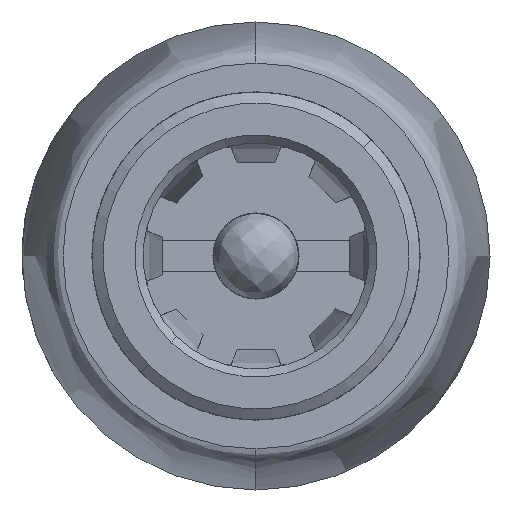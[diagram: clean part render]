
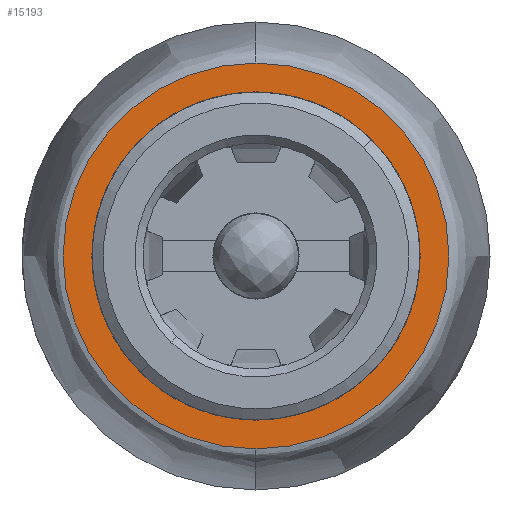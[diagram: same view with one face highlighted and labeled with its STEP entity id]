
A CAD part, left-side view. The second image highlights one B-rep face of the part: STEP entity #15193.
In plain terms, the highlighted face is planar.
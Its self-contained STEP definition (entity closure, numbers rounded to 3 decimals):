
#485 = EDGE_LOOP ( 'NONE', ( #17861, #8173 ) ) ;
#632 = DIRECTION ( 'NONE',  ( 1., 0., 0. ) ) ;
#1365 = DIRECTION ( 'NONE',  ( 0., 0., 1. ) ) ;
#1603 = DIRECTION ( 'NONE',  ( 0., 0., 1. ) ) ;
#2188 = DIRECTION ( 'NONE',  ( 0., 0., -1. ) ) ;
#2463 = CIRCLE ( 'NONE', #15291, 4.7 ) ;
#2705 = EDGE_CURVE ( 'NONE', #16338, #8661, #19185, .T. ) ;
#2755 = FACE_OUTER_BOUND ( 'NONE', #10566, .T. ) ;
#2991 = FACE_BOUND ( 'NONE', #485, .T. ) ;
#3095 = PLANE ( 'NONE',  #3582 ) ;
#3582 = AXIS2_PLACEMENT_3D ( 'NONE', #9048, #9193, #1603 ) ;
#3743 = DIRECTION ( 'NONE',  ( 1., 0., 0. ) ) ;
#4689 = DIRECTION ( 'NONE',  ( -1., 0., 0. ) ) ;
#4791 = AXIS2_PLACEMENT_3D ( 'NONE', #6694, #3743, #2188 ) ;
#5726 = CARTESIAN_POINT ( 'NONE',  ( 10., 0., -4. ) ) ;
#6212 = AXIS2_PLACEMENT_3D ( 'NONE', #8959, #7552, #7490 ) ;
#6694 = CARTESIAN_POINT ( 'NONE',  ( 10., 0., 0. ) ) ;
#6701 = VERTEX_POINT ( 'NONE', #11813 ) ;
#6874 = CARTESIAN_POINT ( 'NONE',  ( 10., 0., 0. ) ) ;
#7490 = DIRECTION ( 'NONE',  ( 0., 0., 1. ) ) ;
#7552 = DIRECTION ( 'NONE',  ( -1., 0., 0. ) ) ;
#8173 = ORIENTED_EDGE ( 'NONE', *, *, #8968, .F. ) ;
#8661 = VERTEX_POINT ( 'NONE', #19331 ) ;
#8959 = CARTESIAN_POINT ( 'NONE',  ( 10., 0., 0. ) ) ;
#8968 = EDGE_CURVE ( 'NONE', #6701, #15085, #19722, .T. ) ;
#9048 = CARTESIAN_POINT ( 'NONE',  ( 10., 0., 0. ) ) ;
#9193 = DIRECTION ( 'NONE',  ( -1., 0., 0. ) ) ;
#9564 = CARTESIAN_POINT ( 'NONE',  ( 10., -4.7, 0. ) ) ;
#10566 = EDGE_LOOP ( 'NONE', ( #11458, #10852 ) ) ;
#10852 = ORIENTED_EDGE ( 'NONE', *, *, #2705, .F. ) ;
#11161 = DIRECTION ( 'NONE',  ( 0., 0., -1. ) ) ;
#11205 = EDGE_CURVE ( 'NONE', #8661, #16338, #2463, .T. ) ;
#11458 = ORIENTED_EDGE ( 'NONE', *, *, #11205, .F. ) ;
#11813 = CARTESIAN_POINT ( 'NONE',  ( 10., 0., 4. ) ) ;
#12175 = CARTESIAN_POINT ( 'NONE',  ( 10., 0., 0. ) ) ;
#12335 = CIRCLE ( 'NONE', #17255, 4. ) ;
#13571 = EDGE_CURVE ( 'NONE', #15085, #6701, #12335, .T. ) ;
#15085 = VERTEX_POINT ( 'NONE', #5726 ) ;
#15193 = ADVANCED_FACE ( 'NONE', ( #2991, #2755 ), #3095, .F. ) ;
#15291 = AXIS2_PLACEMENT_3D ( 'NONE', #12175, #4689, #1365 ) ;
#16338 = VERTEX_POINT ( 'NONE', #9564 ) ;
#17255 = AXIS2_PLACEMENT_3D ( 'NONE', #6874, #632, #11161 ) ;
#17861 = ORIENTED_EDGE ( 'NONE', *, *, #13571, .F. ) ;
#19185 = CIRCLE ( 'NONE', #6212, 4.7 ) ;
#19331 = CARTESIAN_POINT ( 'NONE',  ( 10., 4.7, 0. ) ) ;
#19722 = CIRCLE ( 'NONE', #4791, 4. ) ;
